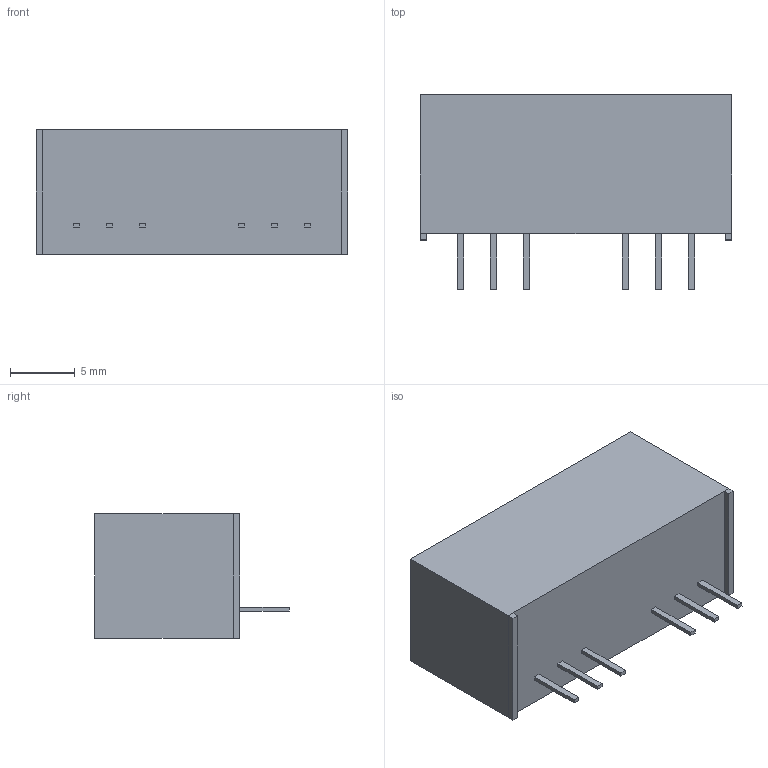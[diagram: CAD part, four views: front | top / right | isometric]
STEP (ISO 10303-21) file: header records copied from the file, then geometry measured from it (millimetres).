
FILE_DESCRIPTION(('FreeCAD Model'),'2;1');
FILE_NAME('Open CASCADE Shape Model','2025-02-24T14:25:24',(''),(''), 'Open CASCADE STEP processor 7.6','FreeCAD','Unknown');
FILE_SCHEMA(('AUTOMOTIVE_DESIGN { 1 0 10303 214 1 1 1 1 }'));
Length unit declared in the file: millimetre
Products named in the file (8): PDW_E; case; pin 1; pin 2; pin 3; pin 6; pin 7; pin 8
Assembly tree (7 placements, depth 2):
  PDW_E
    case
    pin 1
    pin 2
    pin 3
    pin 6
    pin 7
    pin 8
Bounding box: 24 x 15.01 x 9.6 mm (x, y, z)
Volume: 2474 mm3; surface area: 1243.2 mm2
Topology: 7 solids, 7 shells, 52 faces, 106 edges, 68 vertices
Faces by surface type: plane 52
Entity records: 2901 total; most frequent: CARTESIAN_POINT 446, DIRECTION 438, LINE 318, VECTOR 318, ORIENTED_EDGE 212, PCURVE 212, DEFINITIONAL_REPRESENTATION 212, EDGE_CURVE 106
